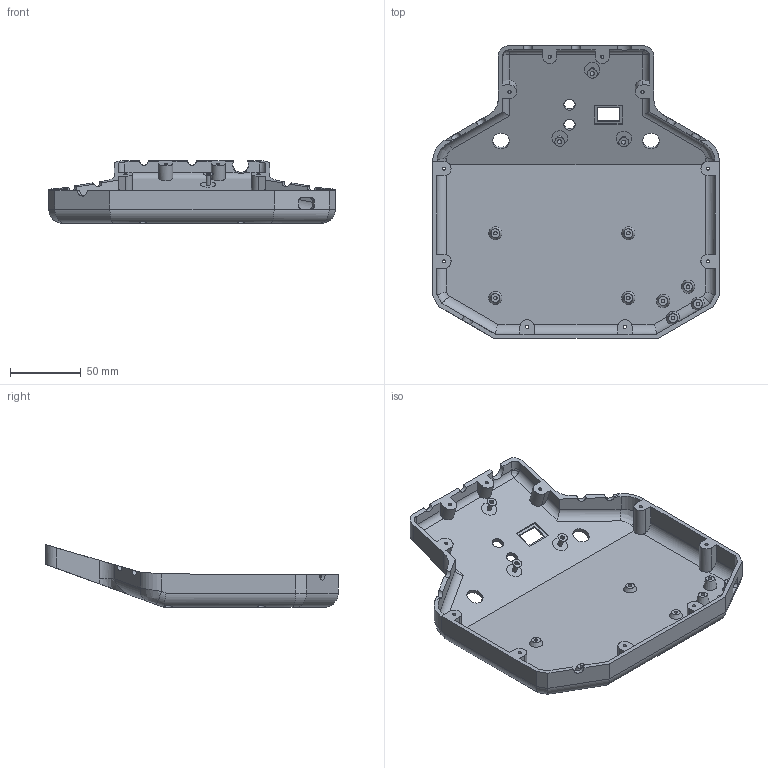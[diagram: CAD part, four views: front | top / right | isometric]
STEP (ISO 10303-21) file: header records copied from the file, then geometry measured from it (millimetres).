
FILE_DESCRIPTION(/* description */ (''),/* implementation_level */ '2;1');
FILE_NAME(/* name */ 'Bot.step',/* time_stamp */ '2019-09-24T09:13:43-05:00',/* author */ (''),/* organization */ (''),/* preprocessor_version */ 'ST-DEVELOPER v18',/* originating_system */ 'Autodesk Translation Framework v8.6.0.1094',/* authorisation */ '');
FILE_SCHEMA (('AUTOMOTIVE_DESIGN { 1 0 10303 214 3 1 1 }'));
Length unit declared in the file: millimetre
Products named in the file (1): Bot
Bounding box: 202.6 x 206.73 x 44.18 mm (x, y, z)
Volume: 150889.2 mm3; surface area: 102499.2 mm2
Topology: 1 solids, 1 shells, 243 faces, 622 edges, 400 vertices
Faces by surface type: plane 114, cylinder 102, bspline 16, cone 11
Full cylindrical faces by diameter (mm): 2.2 x10, 2.5 x8, 3 x3, 5.6 x2, 5.7 x8, 8 x2, 11.8 x2
Entity records: 8815 total; most frequent: CARTESIAN_POINT 2765, DIRECTION 1262, ORIENTED_EDGE 1240, EDGE_CURVE 620, AXIS2_PLACEMENT_3D 473, VERTEX_POINT 400, LINE 316, VECTOR 316
